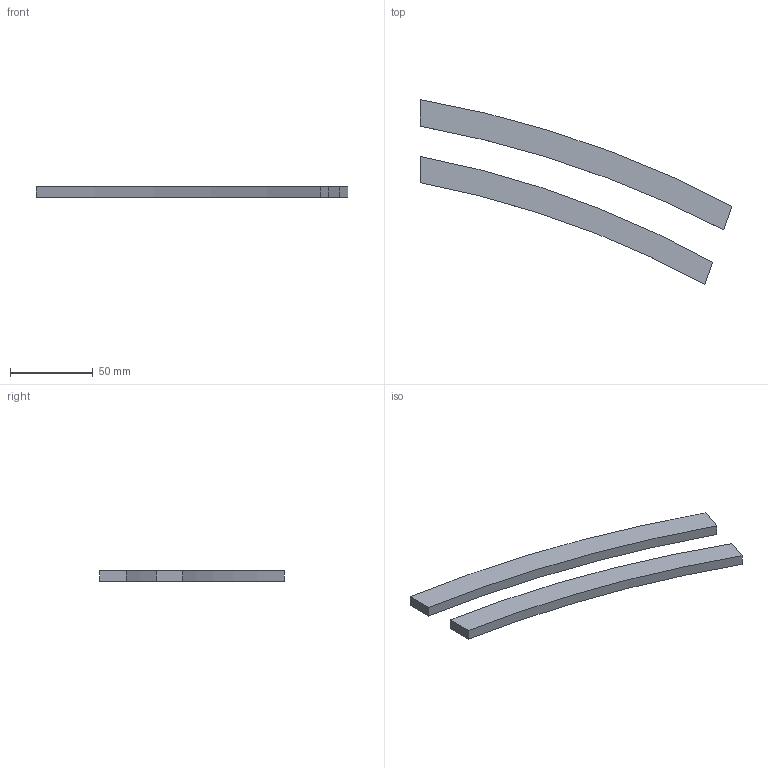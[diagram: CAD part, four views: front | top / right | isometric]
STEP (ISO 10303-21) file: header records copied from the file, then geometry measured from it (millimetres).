
FILE_DESCRIPTION(/* description */ (''),/* implementation_level */ '2;1');
FILE_NAME(/* name */ 'Locking mechanism update v12.step',/* time_stamp */ '2025-04-28T11:52:27-04:00',/* author */ (''),/* organization */ (''),/* preprocessor_version */ 'ST-DEVELOPER v20.1',/* originating_system */ 'Autodesk Translation Framework v14.4.0.0',/* authorisation */ '');
FILE_SCHEMA (('AUTOMOTIVE_DESIGN { 1 0 10303 214 3 1 1 }'));
Length unit declared in the file: millimetre
Products named in the file (1): Locking mechanism update
Bounding box: 187.95 x 111.33 x 6.35 mm (x, y, z)
Volume: 37004.8 mm3; surface area: 16898.7 mm2
Topology: 2 solids, 2 shells, 12 faces, 24 edges, 16 vertices
Faces by surface type: plane 8, cylinder 4
Entity records: 348 total; most frequent: DIRECTION 58, CARTESIAN_POINT 53, ORIENTED_EDGE 48, EDGE_CURVE 24, AXIS2_PLACEMENT_3D 21, LINE 16, VECTOR 16, VERTEX_POINT 16
